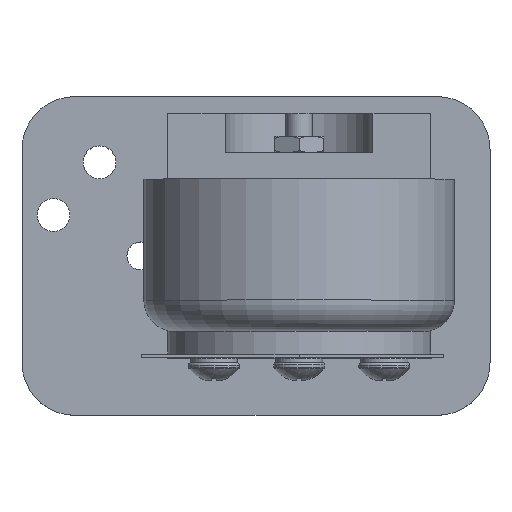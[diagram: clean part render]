
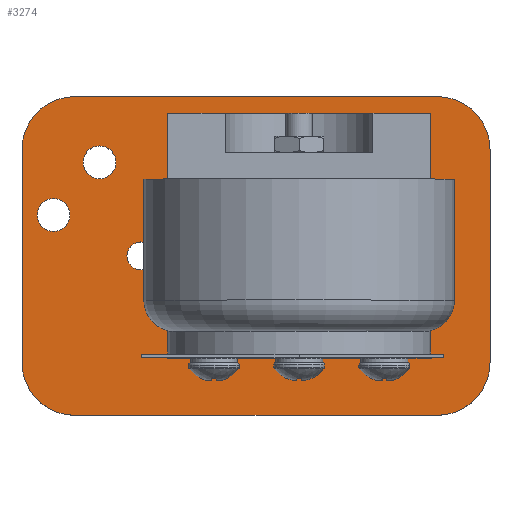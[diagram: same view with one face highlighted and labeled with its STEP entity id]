
A CAD part, top view. The second image highlights one B-rep face of the part: STEP entity #3274.
In plain terms, the highlighted planar face has unit normal (0, 0, 1).
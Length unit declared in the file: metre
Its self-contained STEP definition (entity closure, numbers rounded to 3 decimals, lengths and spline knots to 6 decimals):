
#119=LINE('',#6501,#259);
#126=LINE('',#6519,#266);
#130=LINE('',#6531,#270);
#134=LINE('',#6543,#274);
#259=VECTOR('',#4310,1.);
#266=VECTOR('',#4325,1.);
#270=VECTOR('',#4337,1.);
#274=VECTOR('',#4349,1.);
#631=PLANE('',#3677);
#1238=ORIENTED_EDGE('',*,*,#1871,.T.);
#1239=ORIENTED_EDGE('',*,*,#1872,.T.);
#1240=ORIENTED_EDGE('',*,*,#1873,.T.);
#1241=ORIENTED_EDGE('',*,*,#1874,.T.);
#1242=ORIENTED_EDGE('',*,*,#1875,.T.);
#1243=ORIENTED_EDGE('',*,*,#1876,.T.);
#1244=ORIENTED_EDGE('',*,*,#1877,.T.);
#1245=ORIENTED_EDGE('',*,*,#1847,.T.);
#1246=ORIENTED_EDGE('',*,*,#1851,.T.);
#1247=ORIENTED_EDGE('',*,*,#1856,.T.);
#1248=ORIENTED_EDGE('',*,*,#1859,.T.);
#1249=ORIENTED_EDGE('',*,*,#1862,.F.);
#1250=ORIENTED_EDGE('',*,*,#1865,.T.);
#1251=ORIENTED_EDGE('',*,*,#1868,.F.);
#1252=ORIENTED_EDGE('',*,*,#1870,.T.);
#1847=EDGE_CURVE('',#2229,#2228,#119,.T.);
#1851=EDGE_CURVE('',#2228,#2231,#2461,.T.);
#1856=EDGE_CURVE('',#2231,#2235,#126,.T.);
#1859=EDGE_CURVE('',#2235,#2237,#2463,.T.);
#1862=EDGE_CURVE('',#2239,#2237,#130,.T.);
#1865=EDGE_CURVE('',#2239,#2241,#2465,.T.);
#1868=EDGE_CURVE('',#2243,#2241,#134,.T.);
#1870=EDGE_CURVE('',#2243,#2229,#2467,.T.);
#1871=EDGE_CURVE('',#2244,#2244,#2468,.F.);
#1872=EDGE_CURVE('',#2245,#2245,#2469,.F.);
#1873=EDGE_CURVE('',#2246,#2246,#2470,.F.);
#1874=EDGE_CURVE('',#2247,#2247,#2471,.F.);
#1875=EDGE_CURVE('',#2248,#2248,#2472,.F.);
#1876=EDGE_CURVE('',#2249,#2249,#2473,.F.);
#1877=EDGE_CURVE('',#2250,#2250,#2474,.F.);
#2228=VERTEX_POINT('',#6500);
#2229=VERTEX_POINT('',#6502);
#2231=VERTEX_POINT('',#6508);
#2235=VERTEX_POINT('',#6518);
#2237=VERTEX_POINT('',#6524);
#2239=VERTEX_POINT('',#6530);
#2241=VERTEX_POINT('',#6536);
#2243=VERTEX_POINT('',#6542);
#2244=VERTEX_POINT('',#6549);
#2245=VERTEX_POINT('',#6551);
#2246=VERTEX_POINT('',#6553);
#2247=VERTEX_POINT('',#6555);
#2248=VERTEX_POINT('',#6557);
#2249=VERTEX_POINT('',#6559);
#2250=VERTEX_POINT('',#6561);
#2461=CIRCLE('',#3664,0.00508);
#2463=CIRCLE('',#3668,0.00508);
#2465=CIRCLE('',#3672,0.00508);
#2467=CIRCLE('',#3676,0.00508);
#2468=CIRCLE('',#3678,0.001588);
#2469=CIRCLE('',#3679,0.001588);
#2470=CIRCLE('',#3680,0.001956);
#2471=CIRCLE('',#3681,0.001956);
#2472=CIRCLE('',#3682,0.001353);
#2473=CIRCLE('',#3683,0.001353);
#2474=CIRCLE('',#3684,0.00165);
#2684=EDGE_LOOP('',(#1238));
#2685=EDGE_LOOP('',(#1239));
#2686=EDGE_LOOP('',(#1240));
#2687=EDGE_LOOP('',(#1241));
#2688=EDGE_LOOP('',(#1242));
#2689=EDGE_LOOP('',(#1243));
#2690=EDGE_LOOP('',(#1244));
#2691=EDGE_LOOP('',(#1245,#1246,#1247,#1248,#1249,#1250,#1251,#1252));
#2967=FACE_BOUND('',#2684,.T.);
#2968=FACE_BOUND('',#2685,.T.);
#2969=FACE_BOUND('',#2686,.T.);
#2970=FACE_BOUND('',#2687,.T.);
#2971=FACE_BOUND('',#2688,.T.);
#2972=FACE_BOUND('',#2689,.T.);
#2973=FACE_BOUND('',#2690,.T.);
#2974=FACE_BOUND('',#2691,.T.);
#3274=ADVANCED_FACE('',(#2967,#2968,#2969,#2970,#2971,#2972,#2973,#2974),
#631,.T.);
#3664=AXIS2_PLACEMENT_3D('',#6509,#4317,#4318);
#3668=AXIS2_PLACEMENT_3D('',#6525,#4331,#4332);
#3672=AXIS2_PLACEMENT_3D('',#6537,#4343,#4344);
#3676=AXIS2_PLACEMENT_3D('',#6546,#4354,#4355);
#3677=AXIS2_PLACEMENT_3D('',#6547,#4356,#4357);
#3678=AXIS2_PLACEMENT_3D('',#6548,#4358,#4359);
#3679=AXIS2_PLACEMENT_3D('',#6550,#4360,#4361);
#3680=AXIS2_PLACEMENT_3D('',#6552,#4362,#4363);
#3681=AXIS2_PLACEMENT_3D('',#6554,#4364,#4365);
#3682=AXIS2_PLACEMENT_3D('',#6556,#4366,#4367);
#3683=AXIS2_PLACEMENT_3D('',#6558,#4368,#4369);
#3684=AXIS2_PLACEMENT_3D('',#6560,#4370,#4371);
#4310=DIRECTION('',(0.,1.,0.));
#4317=DIRECTION('',(0.,0.,1.));
#4318=DIRECTION('',(1.,0.,0.));
#4325=DIRECTION('',(-1.,0.,0.));
#4331=DIRECTION('',(0.,0.,1.));
#4332=DIRECTION('',(1.,0.,0.));
#4337=DIRECTION('',(0.,1.,0.));
#4343=DIRECTION('',(0.,0.,1.));
#4344=DIRECTION('',(1.,0.,0.));
#4349=DIRECTION('',(-1.,0.,0.));
#4354=DIRECTION('',(0.,0.,1.));
#4355=DIRECTION('',(1.,0.,0.));
#4356=DIRECTION('',(0.,0.,1.));
#4357=DIRECTION('',(1.,0.,0.));
#4358=DIRECTION('',(0.,0.,1.));
#4359=DIRECTION('',(1.,0.,0.));
#4360=DIRECTION('',(0.,0.,1.));
#4361=DIRECTION('',(1.,0.,0.));
#4362=DIRECTION('',(0.,0.,1.));
#4363=DIRECTION('',(1.,0.,0.));
#4364=DIRECTION('',(0.,0.,1.));
#4365=DIRECTION('',(1.,0.,0.));
#4366=DIRECTION('',(0.,0.,1.));
#4367=DIRECTION('',(1.,0.,0.));
#4368=DIRECTION('',(0.,0.,1.));
#4369=DIRECTION('',(1.,0.,0.));
#4370=DIRECTION('',(0.,0.,1.));
#4371=DIRECTION('',(1.,0.,0.));
#6500=CARTESIAN_POINT('',(0.022606,0.010312,0.00381));
#6501=CARTESIAN_POINT('',(0.022606,0.,0.00381));
#6502=CARTESIAN_POINT('',(0.022606,-0.010312,0.00381));
#6508=CARTESIAN_POINT('',(0.017526,0.015392,0.00381));
#6509=CARTESIAN_POINT('',(0.017526,0.010312,0.00381));
#6518=CARTESIAN_POINT('',(-0.017526,0.015392,0.00381));
#6519=CARTESIAN_POINT('',(0.,0.015392,0.00381));
#6524=CARTESIAN_POINT('',(-0.022606,0.010312,0.00381));
#6525=CARTESIAN_POINT('',(-0.017526,0.010312,0.00381));
#6530=CARTESIAN_POINT('',(-0.022606,-0.010312,0.00381));
#6531=CARTESIAN_POINT('',(-0.022606,0.,0.00381));
#6536=CARTESIAN_POINT('',(-0.017526,-0.015392,0.00381));
#6537=CARTESIAN_POINT('',(-0.017526,-0.010312,0.00381));
#6542=CARTESIAN_POINT('',(0.017526,-0.015392,0.00381));
#6543=CARTESIAN_POINT('',(0.,-0.015392,0.00381));
#6546=CARTESIAN_POINT('',(0.017526,-0.010312,0.00381));
#6547=CARTESIAN_POINT('',(0.,0.,0.00381));
#6548=CARTESIAN_POINT('',(-0.019558,0.003962,0.00381));
#6549=CARTESIAN_POINT('',(-0.017971,0.003962,0.00381));
#6550=CARTESIAN_POINT('',(-0.015113,0.009042,0.00381));
#6551=CARTESIAN_POINT('',(-0.013526,0.009042,0.00381));
#6552=CARTESIAN_POINT('',(-0.005359,0.010566,0.00381));
#6553=CARTESIAN_POINT('',(-0.003404,0.010566,0.00381));
#6554=CARTESIAN_POINT('',(0.013691,0.010566,0.00381));
#6555=CARTESIAN_POINT('',(0.015646,0.010566,0.00381));
#6556=CARTESIAN_POINT('',(-0.011113,0.,0.00381));
#6557=CARTESIAN_POINT('',(-0.00976,0.,0.00381));
#6558=CARTESIAN_POINT('',(0.011113,0.,0.00381));
#6559=CARTESIAN_POINT('',(0.012465,0.,0.00381));
#6560=CARTESIAN_POINT('',(0.,0.,0.00381));
#6561=CARTESIAN_POINT('',(0.00165,0.,0.00381));
